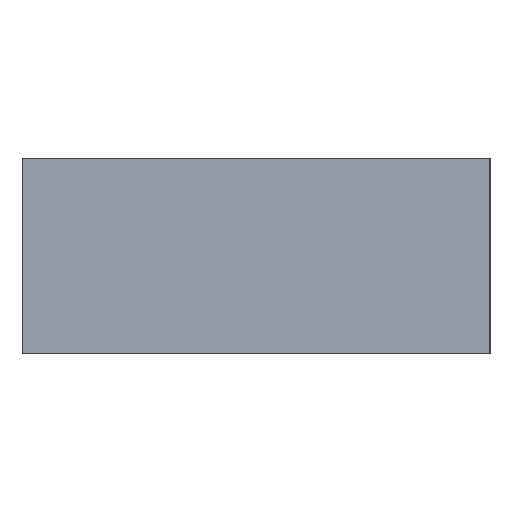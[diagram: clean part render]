
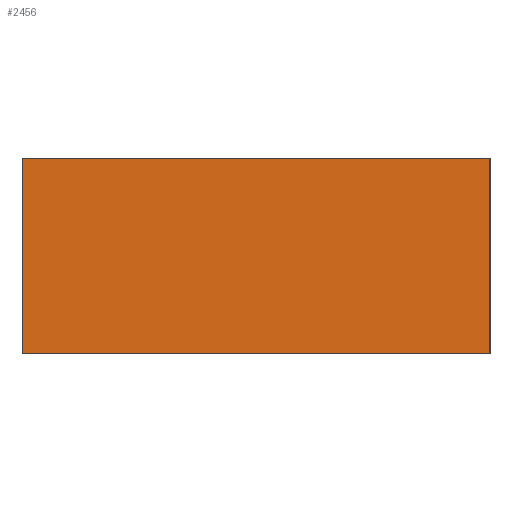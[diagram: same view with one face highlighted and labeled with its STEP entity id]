
A CAD part, left-side view. The second image highlights one B-rep face of the part: STEP entity #2456.
In plain terms, the highlighted planar face has unit normal (-1, 0, 0).
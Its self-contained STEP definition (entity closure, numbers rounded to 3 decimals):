
#158=FACE_OUTER_BOUND('',#294,.T.);
#294=EDGE_LOOP('',(#2196,#2197,#2198,#2199));
#326=LINE('',#3248,#663);
#370=LINE('',#3336,#707);
#408=LINE('',#3414,#745);
#635=LINE('',#3871,#972);
#663=VECTOR('',#2641,10.);
#707=VECTOR('',#2713,10.);
#745=VECTOR('',#2783,10.);
#972=VECTOR('',#3186,10.);
#995=VERTEX_POINT('',#3245);
#996=VERTEX_POINT('',#3247);
#1025=VERTEX_POINT('',#3332);
#1026=VERTEX_POINT('',#3334);
#1220=EDGE_CURVE('',#995,#996,#326,.T.);
#1264=EDGE_CURVE('',#1025,#1026,#370,.F.);
#1302=EDGE_CURVE('',#996,#1026,#408,.T.);
#1533=EDGE_CURVE('',#995,#1025,#635,.T.);
#2196=ORIENTED_EDGE('',*,*,#1533,.T.);
#2197=ORIENTED_EDGE('',*,*,#1264,.T.);
#2198=ORIENTED_EDGE('',*,*,#1302,.F.);
#2199=ORIENTED_EDGE('',*,*,#1220,.F.);
#2334=PLANE('',#2596);
#2456=ADVANCED_FACE('',(#158),#2334,.T.);
#2596=AXIS2_PLACEMENT_3D('',#3870,#3184,#3185);
#2641=DIRECTION('',(0.,0.,1.));
#2713=DIRECTION('',(0.,0.,-1.));
#2783=DIRECTION('',(0.,-1.,0.));
#3184=DIRECTION('center_axis',(-1.,0.,0.));
#3185=DIRECTION('ref_axis',(0.,-1.,0.));
#3186=DIRECTION('',(0.,-1.,0.));
#3245=CARTESIAN_POINT('',(-24.,12.,0.));
#3247=CARTESIAN_POINT('',(-24.,12.,10.));
#3248=CARTESIAN_POINT('',(-24.,12.,0.));
#3332=CARTESIAN_POINT('',(-24.,-12.,0.));
#3334=CARTESIAN_POINT('',(-24.,-12.,10.));
#3336=CARTESIAN_POINT('',(-24.,-12.,0.));
#3414=CARTESIAN_POINT('',(-24.,12.,10.));
#3870=CARTESIAN_POINT('Origin',(-24.,12.,0.));
#3871=CARTESIAN_POINT('',(-24.,12.,0.));
